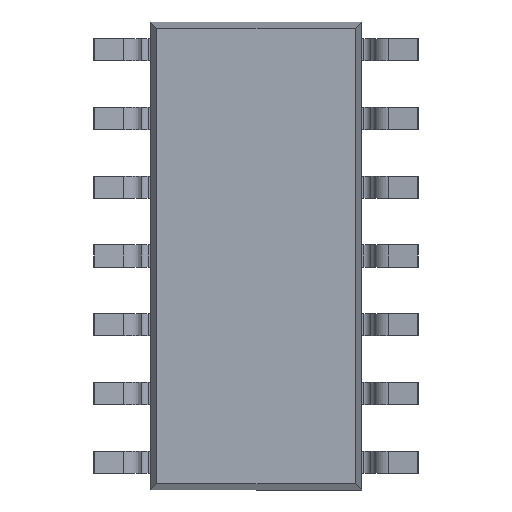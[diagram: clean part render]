
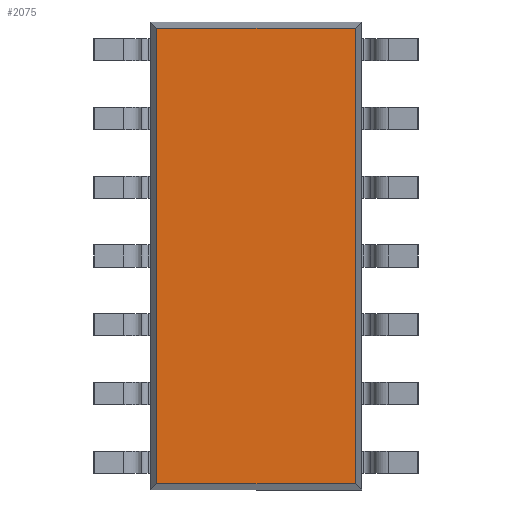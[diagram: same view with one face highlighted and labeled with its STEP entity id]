
A CAD part, front view. The second image highlights one B-rep face of the part: STEP entity #2075.
In plain terms, the highlighted planar face has unit normal (0, -1, 0).
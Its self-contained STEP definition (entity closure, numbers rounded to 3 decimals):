
#373 = LINE ( 'NONE', #903, #2500 ) ;
#423 = VECTOR ( 'NONE', #3702, 1000. ) ;
#584 = CARTESIAN_POINT ( 'NONE',  ( 1.833, 0.25, -4.208 ) ) ;
#833 = FACE_OUTER_BOUND ( 'NONE', #1450, .T. ) ;
#903 = CARTESIAN_POINT ( 'NONE',  ( -1.833, 0.25, 4.325 ) ) ;
#1265 = VERTEX_POINT ( 'NONE', #584 ) ;
#1325 = EDGE_CURVE ( 'NONE', #5901, #5777, #373, .T. ) ;
#1441 = ORIENTED_EDGE ( 'NONE', *, *, #3219, .T. ) ;
#1450 = EDGE_LOOP ( 'NONE', ( #6359, #1463, #1441, #5916 ) ) ;
#1459 = PLANE ( 'NONE',  #1610 ) ;
#1463 = ORIENTED_EDGE ( 'NONE', *, *, #1638, .T. ) ;
#1579 = CARTESIAN_POINT ( 'NONE',  ( 0., 0.25, 0. ) ) ;
#1610 = AXIS2_PLACEMENT_3D ( 'NONE', #1579, #4019, #4151 ) ;
#1638 = EDGE_CURVE ( 'NONE', #1265, #2447, #5069, .T. ) ;
#1850 = DIRECTION ( 'NONE',  ( 0., 0., -1. ) ) ;
#2075 = ADVANCED_FACE ( 'NONE', ( #833 ), #1459, .T. ) ;
#2254 = VECTOR ( 'NONE', #2966, 1000. ) ;
#2447 = VERTEX_POINT ( 'NONE', #3208 ) ;
#2460 = CARTESIAN_POINT ( 'NONE',  ( -1.95, 0.25, -4.208 ) ) ;
#2500 = VECTOR ( 'NONE', #1850, 1000. ) ;
#2966 = DIRECTION ( 'NONE',  ( 1., 0., 0. ) ) ;
#3192 = CARTESIAN_POINT ( 'NONE',  ( 1.833, 0.25, -4.325 ) ) ;
#3208 = CARTESIAN_POINT ( 'NONE',  ( 1.833, 0.25, 4.208 ) ) ;
#3219 = EDGE_CURVE ( 'NONE', #2447, #5901, #4009, .T. ) ;
#3702 = DIRECTION ( 'NONE',  ( 0., 0., 1. ) ) ;
#3914 = CARTESIAN_POINT ( 'NONE',  ( 1.95, 0.25, 4.208 ) ) ;
#4009 = LINE ( 'NONE', #3914, #6281 ) ;
#4019 = DIRECTION ( 'NONE',  ( 0., -1., 0. ) ) ;
#4151 = DIRECTION ( 'NONE',  ( 0., 0., -1. ) ) ;
#4442 = DIRECTION ( 'NONE',  ( -1., 0., 0. ) ) ;
#4642 = LINE ( 'NONE', #2460, #2254 ) ;
#4829 = EDGE_CURVE ( 'NONE', #5777, #1265, #4642, .T. ) ;
#5069 = LINE ( 'NONE', #3192, #423 ) ;
#5777 = VERTEX_POINT ( 'NONE', #6688 ) ;
#5901 = VERTEX_POINT ( 'NONE', #6471 ) ;
#5916 = ORIENTED_EDGE ( 'NONE', *, *, #1325, .T. ) ;
#6281 = VECTOR ( 'NONE', #4442, 1000. ) ;
#6359 = ORIENTED_EDGE ( 'NONE', *, *, #4829, .T. ) ;
#6471 = CARTESIAN_POINT ( 'NONE',  ( -1.833, 0.25, 4.208 ) ) ;
#6688 = CARTESIAN_POINT ( 'NONE',  ( -1.833, 0.25, -4.208 ) ) ;
